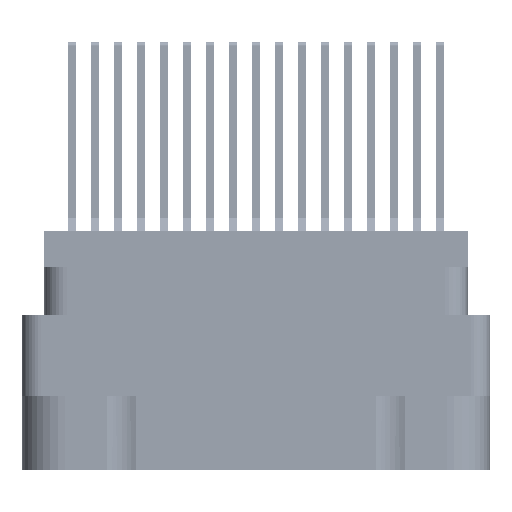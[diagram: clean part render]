
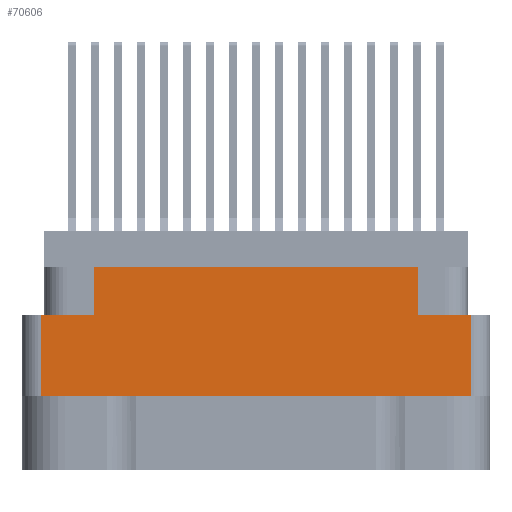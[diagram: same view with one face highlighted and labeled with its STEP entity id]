
A CAD part, left-side view. The second image highlights one B-rep face of the part: STEP entity #70606.
In plain terms, the highlighted planar face has unit normal (-1, 0, 0).
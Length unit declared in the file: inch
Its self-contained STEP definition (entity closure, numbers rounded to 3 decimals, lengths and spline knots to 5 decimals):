
#196 = ORIENTED_EDGE ( 'NONE', *, *, #78021, .F. ) ;
#339 = CARTESIAN_POINT ( 'NONE',  ( -1.375, 0.5285, -0.274 ) ) ;
#2433 = ORIENTED_EDGE ( 'NONE', *, *, #10252, .T. ) ;
#2530 = VERTEX_POINT ( 'NONE', #25138 ) ;
#3447 = LINE ( 'NONE', #30843, #29696 ) ;
#3452 = EDGE_CURVE ( 'NONE', #64168, #60065, #3447, .T. ) ;
#5780 = LINE ( 'NONE', #21092, #49932 ) ;
#5878 = VECTOR ( 'NONE', #46691, 39.37008 ) ;
#6633 = LINE ( 'NONE', #7871, #41311 ) ;
#7871 = CARTESIAN_POINT ( 'NONE',  ( -1.375, 0., -0.54 ) ) ;
#9355 = VERTEX_POINT ( 'NONE', #37412 ) ;
#10252 = EDGE_CURVE ( 'NONE', #37404, #71719, #76775, .T. ) ;
#10259 = DIRECTION ( 'NONE',  ( -1., 0., 0. ) ) ;
#11401 = DIRECTION ( 'NONE',  ( 0., 0., 1. ) ) ;
#11421 = VECTOR ( 'NONE', #15661, 39.37008 ) ;
#11848 = CARTESIAN_POINT ( 'NONE',  ( -1.375, 0.7005, -0.78 ) ) ;
#13365 = CARTESIAN_POINT ( 'NONE',  ( -1.375, -0.5285, -0.117 ) ) ;
#14056 = DIRECTION ( 'NONE',  ( 0., -1., 0. ) ) ;
#15661 = DIRECTION ( 'NONE',  ( 0., -1., 0. ) ) ;
#16134 = AXIS2_PLACEMENT_3D ( 'NONE', #56948, #10259, #77745 ) ;
#18261 = ORIENTED_EDGE ( 'NONE', *, *, #67891, .T. ) ;
#18897 = CARTESIAN_POINT ( 'NONE',  ( -1.375, -0.7005, -0.274 ) ) ;
#21092 = CARTESIAN_POINT ( 'NONE',  ( -1.375, 0., -0.274 ) ) ;
#25138 = CARTESIAN_POINT ( 'NONE',  ( -1.375, 0.7005, -0.54 ) ) ;
#25463 = VERTEX_POINT ( 'NONE', #18897 ) ;
#27163 = VERTEX_POINT ( 'NONE', #42713 ) ;
#29696 = VECTOR ( 'NONE', #11401, 39.37008 ) ;
#30843 = CARTESIAN_POINT ( 'NONE',  ( -1.375, 0.5285, -0.274 ) ) ;
#31805 = VECTOR ( 'NONE', #36616, 39.37008 ) ;
#34957 = CARTESIAN_POINT ( 'NONE',  ( -1.375, -0.5285, -0.274 ) ) ;
#35116 = FACE_OUTER_BOUND ( 'NONE', #69165, .T. ) ;
#35705 = LINE ( 'NONE', #11848, #80721 ) ;
#36616 = DIRECTION ( 'NONE',  ( 0., 0., 1. ) ) ;
#37305 = EDGE_CURVE ( 'NONE', #60065, #71719, #42627, .T. ) ;
#37404 = VERTEX_POINT ( 'NONE', #34957 ) ;
#37412 = CARTESIAN_POINT ( 'NONE',  ( -1.375, 0.7005, -0.274 ) ) ;
#38385 = ORIENTED_EDGE ( 'NONE', *, *, #86605, .F. ) ;
#39820 = VECTOR ( 'NONE', #45987, 39.37008 ) ;
#41311 = VECTOR ( 'NONE', #48649, 39.37008 ) ;
#42627 = LINE ( 'NONE', #80631, #5878 ) ;
#42713 = CARTESIAN_POINT ( 'NONE',  ( -1.375, -0.7005, -0.54 ) ) ;
#45987 = DIRECTION ( 'NONE',  ( 0., 0., 1. ) ) ;
#46691 = DIRECTION ( 'NONE',  ( 0., -1., 0. ) ) ;
#48649 = DIRECTION ( 'NONE',  ( 0., -1., 0. ) ) ;
#49932 = VECTOR ( 'NONE', #14056, 39.37008 ) ;
#54051 = ORIENTED_EDGE ( 'NONE', *, *, #3452, .F. ) ;
#56948 = CARTESIAN_POINT ( 'NONE',  ( -1.375, -0.7625, -0.78 ) ) ;
#60065 = VERTEX_POINT ( 'NONE', #76221 ) ;
#60830 = LINE ( 'NONE', #65718, #39820 ) ;
#61045 = ORIENTED_EDGE ( 'NONE', *, *, #37305, .F. ) ;
#62961 = CARTESIAN_POINT ( 'NONE',  ( -1.375, -0.5285, -0.274 ) ) ;
#64168 = VERTEX_POINT ( 'NONE', #339 ) ;
#64988 = LINE ( 'NONE', #81908, #11421 ) ;
#65718 = CARTESIAN_POINT ( 'NONE',  ( -1.375, -0.7005, -0.78 ) ) ;
#67891 = EDGE_CURVE ( 'NONE', #2530, #27163, #6633, .T. ) ;
#69165 = EDGE_LOOP ( 'NONE', ( #38385, #73134, #18261, #74100, #196, #2433, #61045, #54051 ) ) ;
#70606 = ADVANCED_FACE ( 'NONE', ( #35116 ), #78044, .T. ) ;
#71719 = VERTEX_POINT ( 'NONE', #13365 ) ;
#73134 = ORIENTED_EDGE ( 'NONE', *, *, #73695, .T. ) ;
#73695 = EDGE_CURVE ( 'NONE', #9355, #2530, #35705, .T. ) ;
#74100 = ORIENTED_EDGE ( 'NONE', *, *, #77591, .T. ) ;
#76221 = CARTESIAN_POINT ( 'NONE',  ( -1.375, 0.5285, -0.117 ) ) ;
#76775 = LINE ( 'NONE', #62961, #31805 ) ;
#77591 = EDGE_CURVE ( 'NONE', #27163, #25463, #60830, .T. ) ;
#77745 = DIRECTION ( 'NONE',  ( 0., 0., 1. ) ) ;
#78021 = EDGE_CURVE ( 'NONE', #37404, #25463, #64988, .T. ) ;
#78044 = PLANE ( 'NONE',  #16134 ) ;
#80631 = CARTESIAN_POINT ( 'NONE',  ( -1.375, 0.7625, -0.117 ) ) ;
#80721 = VECTOR ( 'NONE', #86274, 39.37008 ) ;
#81908 = CARTESIAN_POINT ( 'NONE',  ( -1.375, 0., -0.274 ) ) ;
#86274 = DIRECTION ( 'NONE',  ( 0., 0., -1. ) ) ;
#86605 = EDGE_CURVE ( 'NONE', #9355, #64168, #5780, .T. ) ;
